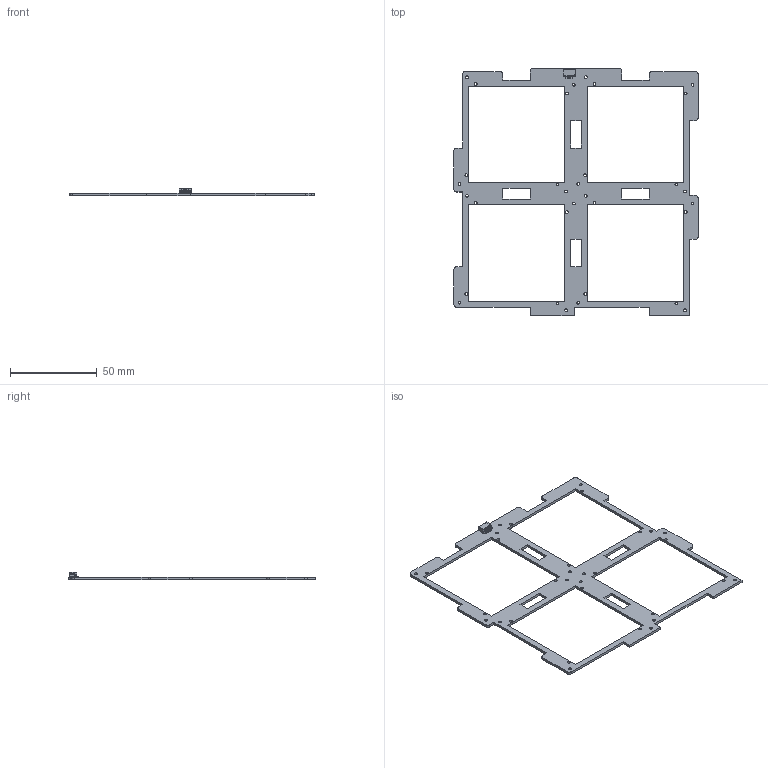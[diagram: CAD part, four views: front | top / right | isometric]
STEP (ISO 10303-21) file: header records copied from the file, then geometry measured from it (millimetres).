
FILE_DESCRIPTION(('KiCad electronic assembly'),'2;1');
FILE_NAME('ju_button215_3d.step','2025-06-16T14:53:03',('Pcbnew'),( 'Kicad'),'Open CASCADE STEP processor 7.8','KiCad to STEP converter' ,'Unknown');
FILE_SCHEMA(('AUTOMOTIVE_DESIGN { 1 0 10303 214 1 1 1 1 }'));
Length unit declared in the file: millimetre
Products named in the file (3): ju_button215_3d 1; SM5B-SRSS-TB; ju_button215_PCB
Assembly tree (2 placements, depth 2):
  ju_button215_3d 1
    SM5B-SRSS-TB
    ju_button215_PCB
Bounding box: 141.13 x 143.13 x 4.59 mm (x, y, z)
Volume: 8601.1 mm3; surface area: 14342 mm2
Topology: 9 solids, 9 shells, 418 faces, 1221 edges, 812 vertices
Faces by surface type: plane 327, cylinder 91
Full cylindrical faces by diameter (mm): 1.6 x32
Entity records: 16180 total; most frequent: CARTESIAN_POINT 2454, ORIENTED_EDGE 2442, DIRECTION 2245, EDGE_CURVE 1221, LINE 1039, VECTOR 1039, VERTEX_POINT 812, AXIS2_PLACEMENT_3D 603
